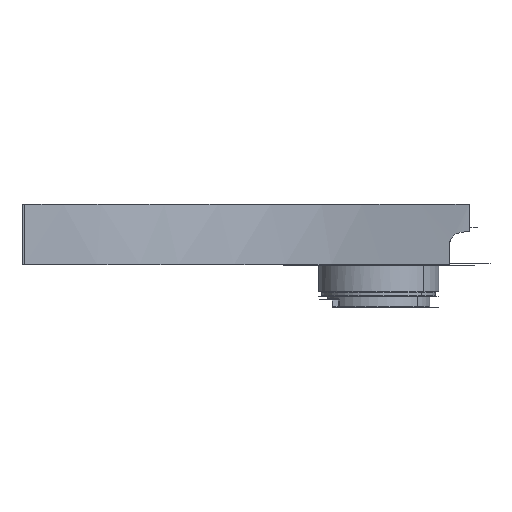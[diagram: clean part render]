
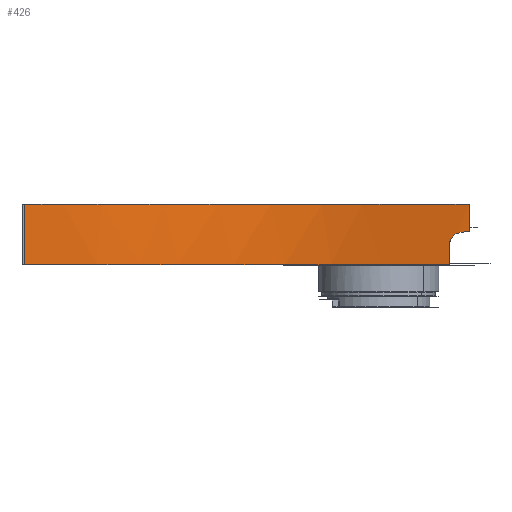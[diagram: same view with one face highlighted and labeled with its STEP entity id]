
A CAD part, front view. The second image highlights one B-rep face of the part: STEP entity #426.
In plain terms, the highlighted free-form (B-spline) face has degree [3, 1] with [5, 2] control points.
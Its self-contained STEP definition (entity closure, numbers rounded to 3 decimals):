
#314=CARTESIAN_POINT('Control Point',(30.076,-21.551,20.347)) ;
#315=CARTESIAN_POINT('Control Point',(30.076,-21.551,40.347)) ;
#316=CARTESIAN_POINT('Control Point',(15.31,-42.158,20.347)) ;
#317=CARTESIAN_POINT('Control Point',(15.31,-42.158,40.347)) ;
#318=CARTESIAN_POINT('Control Point',(-8.853,-93.08,20.347)) ;
#319=CARTESIAN_POINT('Control Point',(-8.853,-93.08,40.347)) ;
#320=CARTESIAN_POINT('Control Point',(-58.883,-143.899,20.347)) ;
#321=CARTESIAN_POINT('Control Point',(-58.883,-143.899,40.347)) ;
#322=CARTESIAN_POINT('Control Point',(-117.569,-149.773,20.347)) ;
#323=CARTESIAN_POINT('Control Point',(-117.569,-149.773,40.347)) ;
#325=CARTESIAN_POINT('Control Point',(23.653,-30.935,27.347)) ;
#326=CARTESIAN_POINT('Control Point',(23.653,-30.936,27.621)) ;
#327=CARTESIAN_POINT('Control Point',(23.685,-30.888,27.893)) ;
#328=CARTESIAN_POINT('Control Point',(23.742,-30.799,28.148)) ;
#329=CARTESIAN_POINT('Control Point',(23.9,-30.559,28.621)) ;
#330=CARTESIAN_POINT('Control Point',(24.114,-30.234,29.008)) ;
#331=CARTESIAN_POINT('Control Point',(24.233,-30.054,29.188)) ;
#332=CARTESIAN_POINT('Control Point',(24.54,-29.589,29.587)) ;
#333=CARTESIAN_POINT('Control Point',(24.875,-29.084,29.898)) ;
#334=CARTESIAN_POINT('Control Point',(25.076,-28.784,30.058)) ;
#335=CARTESIAN_POINT('Control Point',(25.474,-28.188,30.33)) ;
#336=CARTESIAN_POINT('Control Point',(25.886,-27.577,30.546)) ;
#337=CARTESIAN_POINT('Control Point',(26.08,-27.29,30.636)) ;
#338=CARTESIAN_POINT('Control Point',(26.673,-26.415,30.881)) ;
#339=CARTESIAN_POINT('Control Point',(27.28,-25.53,31.051)) ;
#340=CARTESIAN_POINT('Control Point',(27.686,-24.942,31.139)) ;
#341=CARTESIAN_POINT('Control Point',(28.26,-24.116,31.234)) ;
#342=CARTESIAN_POINT('Control Point',(28.842,-23.289,31.294)) ;
#343=CARTESIAN_POINT('Control Point',(29.009,-23.051,31.308)) ;
#344=CARTESIAN_POINT('Control Point',(29.249,-22.712,31.324)) ;
#345=CARTESIAN_POINT('Control Point',(29.49,-22.372,31.335)) ;
#346=CARTESIAN_POINT('Control Point',(29.563,-22.269,31.338)) ;
#347=CARTESIAN_POINT('Control Point',(29.71,-22.063,31.343)) ;
#348=CARTESIAN_POINT('Control Point',(29.857,-21.857,31.346)) ;
#349=CARTESIAN_POINT('Control Point',(29.928,-21.758,31.347)) ;
#350=CARTESIAN_POINT('Control Point',(30.002,-21.655,31.347)) ;
#351=CARTESIAN_POINT('Control Point',(30.076,-21.551,31.347)) ;
#352=CARTESIAN_POINT('Vertex',(23.653,-30.935,27.347)) ;
#354=CARTESIAN_POINT('Vertex',(30.076,-21.551,31.347)) ;
#358=CARTESIAN_POINT('Control Point',(23.653,-30.935,20.347)) ;
#359=CARTESIAN_POINT('Control Point',(23.653,-30.935,27.347)) ;
#360=CARTESIAN_POINT('Vertex',(23.653,-30.935,20.347)) ;
#364=CARTESIAN_POINT('Control Point',(23.653,-30.935,20.347)) ;
#365=CARTESIAN_POINT('Control Point',(12.38,-48.145,20.347)) ;
#366=CARTESIAN_POINT('Control Point',(-9.486,-91.492,20.347)) ;
#367=CARTESIAN_POINT('Control Point',(-50.1,-134.765,20.347)) ;
#368=CARTESIAN_POINT('Control Point',(-93.594,-145.655,20.347)) ;
#369=CARTESIAN_POINT('Vertex',(-93.594,-145.655,20.347)) ;
#373=CARTESIAN_POINT('Control Point',(-93.594,-145.655,20.347)) ;
#374=CARTESIAN_POINT('Control Point',(-101.029,-147.516,20.347)) ;
#375=CARTESIAN_POINT('Control Point',(-109.002,-148.915,20.347)) ;
#376=CARTESIAN_POINT('Control Point',(-117.569,-149.773,20.347)) ;
#377=CARTESIAN_POINT('Vertex',(-117.569,-149.773,20.347)) ;
#381=CARTESIAN_POINT('Control Point',(-117.569,-149.773,20.347)) ;
#382=CARTESIAN_POINT('Control Point',(-117.569,-149.773,40.347)) ;
#383=CARTESIAN_POINT('Vertex',(-117.569,-149.773,40.347)) ;
#387=CARTESIAN_POINT('Control Point',(-92.18,-145.294,40.347)) ;
#388=CARTESIAN_POINT('Control Point',(-100.016,-147.336,40.347)) ;
#389=CARTESIAN_POINT('Control Point',(-108.456,-148.861,40.347)) ;
#390=CARTESIAN_POINT('Control Point',(-117.569,-149.773,40.347)) ;
#391=CARTESIAN_POINT('Vertex',(-92.18,-145.294,40.347)) ;
#395=CARTESIAN_POINT('Control Point',(-92.088,-145.27,40.347)) ;
#396=CARTESIAN_POINT('Control Point',(-92.119,-145.278,40.347)) ;
#397=CARTESIAN_POINT('Control Point',(-92.15,-145.286,40.347)) ;
#398=CARTESIAN_POINT('Control Point',(-92.18,-145.294,40.347)) ;
#399=CARTESIAN_POINT('Vertex',(-92.088,-145.27,40.347)) ;
#403=CARTESIAN_POINT('Control Point',(30.076,-21.551,40.347)) ;
#404=CARTESIAN_POINT('Control Point',(15.31,-42.158,40.347)) ;
#405=CARTESIAN_POINT('Control Point',(-6.534,-88.193,40.347)) ;
#406=CARTESIAN_POINT('Control Point',(-49.519,-134.145,40.347)) ;
#407=CARTESIAN_POINT('Control Point',(-92.088,-145.27,40.347)) ;
#408=CARTESIAN_POINT('Vertex',(30.076,-21.551,40.347)) ;
#412=CARTESIAN_POINT('Control Point',(30.076,-21.551,31.347)) ;
#413=CARTESIAN_POINT('Control Point',(30.076,-21.551,40.347)) ;
#416=ORIENTED_EDGE('',*,*,#356,.F.) ;
#417=ORIENTED_EDGE('',*,*,#362,.F.) ;
#418=ORIENTED_EDGE('',*,*,#371,.F.) ;
#419=ORIENTED_EDGE('',*,*,#379,.F.) ;
#420=ORIENTED_EDGE('',*,*,#385,.F.) ;
#421=ORIENTED_EDGE('',*,*,#393,.F.) ;
#422=ORIENTED_EDGE('',*,*,#401,.F.) ;
#423=ORIENTED_EDGE('',*,*,#410,.F.) ;
#424=ORIENTED_EDGE('',*,*,#414,.F.) ;
#426=ADVANCED_FACE('SB_Void_Bottom',(#425),#313,.T.) ;
#324=B_SPLINE_CURVE_WITH_KNOTS('',5,(#325,#326,#327,#328,#329,#330,#331,#332,#333,#334,#335,#336,#337,#338,#339,#340,#341,#342,#343,#344,#345,#346,#347,#348,#349,#350,#351),.UNSPECIFIED.,.F.,.U.,(6,3,3,3,3,3,3,3,6),(0.,1.921,3.954,6.933,9.636,14.958,17.096,18.02,18.949),.UNSPECIFIED.) ;
#357=B_SPLINE_CURVE_WITH_KNOTS('',1,(#358,#359),.UNSPECIFIED.,.F.,.U.,(2,2),(0.,7.),.UNSPECIFIED.) ;
#363=B_SPLINE_CURVE_WITH_KNOTS('',3,(#364,#365,#366,#367,#368),.UNSPECIFIED.,.F.,.U.,(4,1,4),(12.413,81.175,192.178),.UNSPECIFIED.) ;
#372=B_SPLINE_CURVE_WITH_KNOTS('',3,(#373,#374,#375,#376),.UNSPECIFIED.,.F.,.U.,(4,4),(192.178,211.154),.UNSPECIFIED.) ;
#380=B_SPLINE_CURVE_WITH_KNOTS('',1,(#381,#382),.UNSPECIFIED.,.F.,.U.,(2,2),(0.,20.),.UNSPECIFIED.) ;
#386=B_SPLINE_CURVE_WITH_KNOTS('',3,(#387,#388,#389,#390),.UNSPECIFIED.,.F.,.U.,(4,4),(190.971,211.154),.UNSPECIFIED.) ;
#394=B_SPLINE_CURVE_WITH_KNOTS('',3,(#395,#396,#397,#398),.UNSPECIFIED.,.F.,.U.,(4,4),(190.891,190.971),.UNSPECIFIED.) ;
#402=B_SPLINE_CURVE_WITH_KNOTS('',3,(#403,#404,#405,#406,#407),.UNSPECIFIED.,.F.,.U.,(4,1,4),(0.,81.175,190.891),.UNSPECIFIED.) ;
#411=B_SPLINE_CURVE_WITH_KNOTS('',1,(#412,#413),.UNSPECIFIED.,.F.,.U.,(2,2),(11.,20.),.UNSPECIFIED.) ;
#313=B_SPLINE_SURFACE_WITH_KNOTS('',3,1,((#314,#315),(#316,#317),(#318,#319),(#320,#321),(#322,#323)),.UNSPECIFIED.,.F.,.F.,.U.,(4,1,4),(2,2),(0.,81.175,211.154),(0.,20.),.UNSPECIFIED.) ;
#356=EDGE_CURVE('',#353,#355,#324,.T.) ;
#362=EDGE_CURVE('',#361,#353,#357,.T.) ;
#371=EDGE_CURVE('',#370,#361,#363,.F.) ;
#379=EDGE_CURVE('',#378,#370,#372,.F.) ;
#385=EDGE_CURVE('',#384,#378,#380,.F.) ;
#393=EDGE_CURVE('',#392,#384,#386,.T.) ;
#401=EDGE_CURVE('',#400,#392,#394,.T.) ;
#410=EDGE_CURVE('',#409,#400,#402,.T.) ;
#414=EDGE_CURVE('',#355,#409,#411,.T.) ;
#415=EDGE_LOOP('',(#416,#417,#418,#419,#420,#421,#422,#423,#424)) ;
#425=FACE_OUTER_BOUND('',#415,.T.) ;
#353=VERTEX_POINT('',#352) ;
#355=VERTEX_POINT('',#354) ;
#361=VERTEX_POINT('',#360) ;
#370=VERTEX_POINT('',#369) ;
#378=VERTEX_POINT('',#377) ;
#384=VERTEX_POINT('',#383) ;
#392=VERTEX_POINT('',#391) ;
#400=VERTEX_POINT('',#399) ;
#409=VERTEX_POINT('',#408) ;
